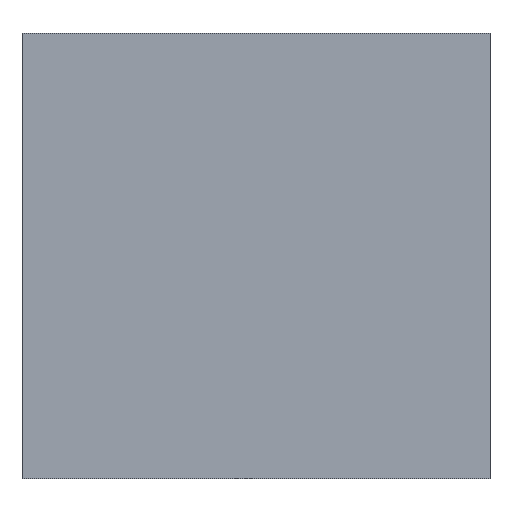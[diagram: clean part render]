
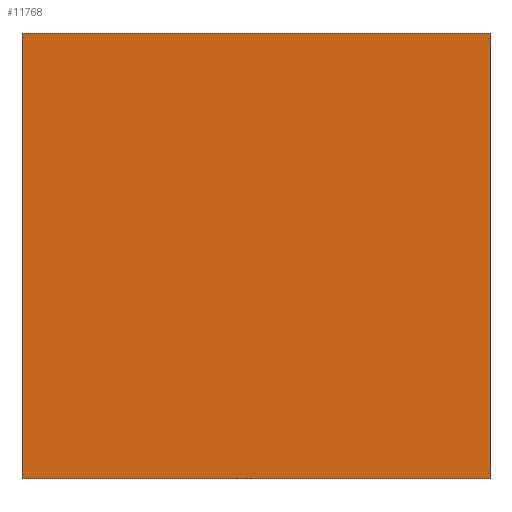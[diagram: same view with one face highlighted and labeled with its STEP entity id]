
A CAD part, left-side view. The second image highlights one B-rep face of the part: STEP entity #11768.
In plain terms, the highlighted planar face has unit normal (-1, 0, 0).
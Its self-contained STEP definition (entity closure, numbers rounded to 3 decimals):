
#1409=LINE('',#22804,#2419);
#1441=LINE('',#22891,#2451);
#1443=LINE('',#22894,#2453);
#1444=LINE('',#22897,#2454);
#2419=VECTOR('',#13566,10.);
#2451=VECTOR('',#13656,10.);
#2453=VECTOR('',#13660,10.);
#2454=VECTOR('',#13665,10.);
#3442=PLANE('',#12079);
#4078=FACE_OUTER_BOUND('',#4774,.T.);
#4774=EDGE_LOOP('',(#11125,#11126,#11127,#11128));
#5911=VERTEX_POINT('',#22802);
#5912=VERTEX_POINT('',#22803);
#5937=VERTEX_POINT('',#22888);
#5938=VERTEX_POINT('',#22890);
#7629=EDGE_CURVE('',#5911,#5912,#1409,.T.);
#7665=EDGE_CURVE('',#5937,#5938,#1441,.T.);
#7667=EDGE_CURVE('',#5912,#5937,#1443,.T.);
#7668=EDGE_CURVE('',#5938,#5911,#1444,.T.);
#11125=ORIENTED_EDGE('',*,*,#7668,.F.);
#11126=ORIENTED_EDGE('',*,*,#7665,.F.);
#11127=ORIENTED_EDGE('',*,*,#7667,.F.);
#11128=ORIENTED_EDGE('',*,*,#7629,.F.);
#11768=ADVANCED_FACE('',(#4078),#3442,.F.);
#12079=AXIS2_PLACEMENT_3D('',#22898,#13666,#13667);
#13566=DIRECTION('',(0.,0.,1.));
#13656=DIRECTION('',(0.,0.,-1.));
#13660=DIRECTION('',(0.,-1.,0.));
#13665=DIRECTION('',(0.,1.,0.));
#13666=DIRECTION('center_axis',(1.,0.,0.));
#13667=DIRECTION('ref_axis',(0.,0.,-1.));
#22802=CARTESIAN_POINT('',(0.,52.5,-50.));
#22803=CARTESIAN_POINT('',(0.,52.5,50.));
#22804=CARTESIAN_POINT('',(0.,52.5,-50.));
#22888=CARTESIAN_POINT('',(0.,-52.5,50.));
#22890=CARTESIAN_POINT('',(0.,-52.5,-50.));
#22891=CARTESIAN_POINT('',(0.,-52.5,50.));
#22894=CARTESIAN_POINT('',(0.,52.5,50.));
#22897=CARTESIAN_POINT('',(0.,-52.5,-50.));
#22898=CARTESIAN_POINT('Origin',(0.,0.,0.));
